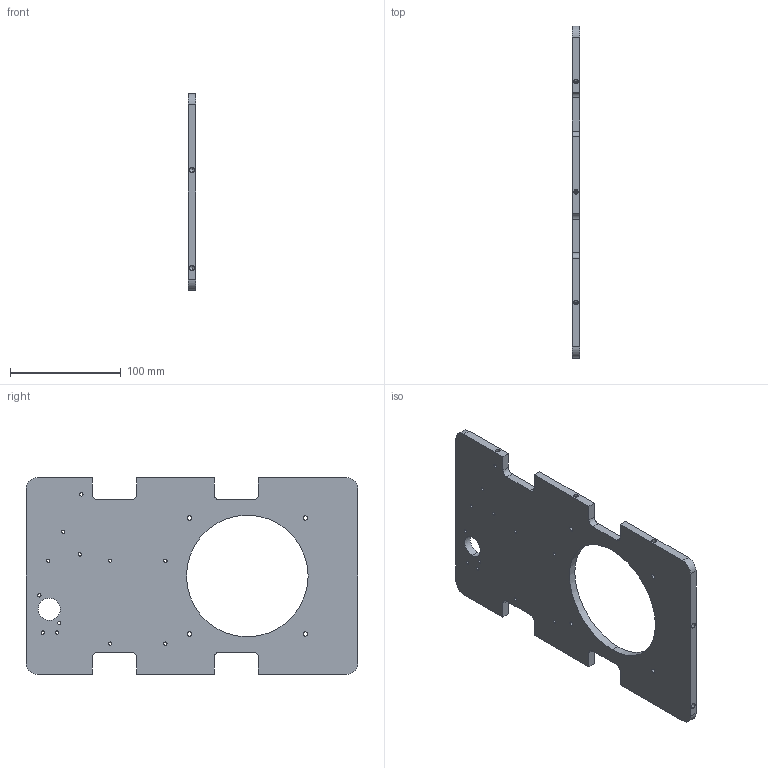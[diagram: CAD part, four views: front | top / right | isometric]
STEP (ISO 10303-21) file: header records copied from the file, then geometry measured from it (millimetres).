
FILE_DESCRIPTION (( 'STEP AP203' ), '1' );
FILE_NAME ('20-019391--DIVIDER PLATE B--Rev_A.step', '2022-06-14T14:55:02', ( '' ), ( '' ), 'SwSTEP 2.0', 'SolidWorks 2021', '' );
FILE_SCHEMA (( 'CONFIG_CONTROL_DESIGN' ));
Length unit declared in the file: millimetre
Products named in the file (1): 20-019391--DIVIDER PLATE B--Rev_A
Bounding box: 7 x 300 x 177.65 mm (x, y, z)
Volume: 279028.7 mm3; surface area: 93275.3 mm2
Topology: 1 solids, 1 shells, 140 faces, 364 edges, 226 vertices
Faces by surface type: cylinder 88, plane 32, cone 20
Entity records: 4353 total; most frequent: DIRECTION 802, CARTESIAN_POINT 711, ORIENTED_EDGE 688, EDGE_CURVE 344, AXIS2_PLACEMENT_3D 317, VERTEX_POINT 226, EDGE_LOOP 196, CIRCLE 176
